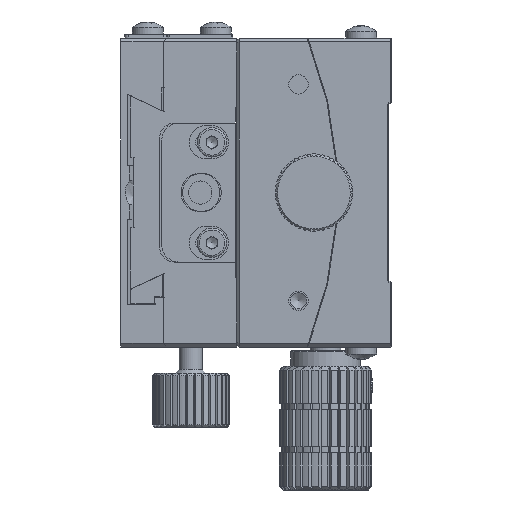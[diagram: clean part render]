
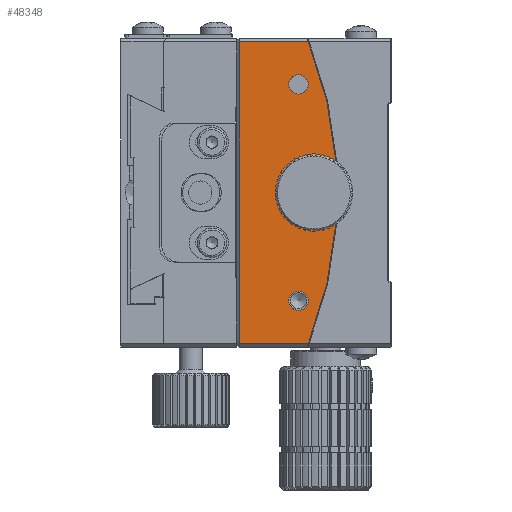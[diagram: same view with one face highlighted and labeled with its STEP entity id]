
A CAD part, left-side view. The second image highlights one B-rep face of the part: STEP entity #48348.
In plain terms, the highlighted planar face has unit normal (-1, 0, 0).
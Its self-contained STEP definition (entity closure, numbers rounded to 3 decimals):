
#503 = DIRECTION ( 'NONE',  ( -1., 0., 0. ) ) ;
#2407 = PLANE ( 'NONE',  #20339 ) ;
#3356 = DIRECTION ( 'NONE',  ( 0., 0., 1. ) ) ;
#3417 = LINE ( 'NONE', #38680, #75131 ) ;
#4339 = CARTESIAN_POINT ( 'NONE',  ( -20., -49.282, -19.5 ) ) ;
#6869 = DIRECTION ( 'NONE',  ( 0., 0., 1. ) ) ;
#6977 = AXIS2_PLACEMENT_3D ( 'NONE', #103338, #23523, #112000 ) ;
#7115 = VERTEX_POINT ( 'NONE', #4339 ) ;
#9335 = FACE_BOUND ( 'NONE', #56377, .T. ) ;
#13876 = CARTESIAN_POINT ( 'NONE',  ( -20., 53., -19.5 ) ) ;
#13912 = VERTEX_POINT ( 'NONE', #59924 ) ;
#15979 = VERTEX_POINT ( 'NONE', #66896 ) ;
#16181 = CIRCLE ( 'NONE', #6977, 1.25 ) ;
#16299 = EDGE_CURVE ( 'NONE', #43805, #7115, #59555, .T. ) ;
#18417 = CARTESIAN_POINT ( 'NONE',  ( -20., 0., 0. ) ) ;
#20339 = AXIS2_PLACEMENT_3D ( 'NONE', #79938, #108240, #56169 ) ;
#22766 = CARTESIAN_POINT ( 'NONE',  ( -20., 53., 19.5 ) ) ;
#23523 = DIRECTION ( 'NONE',  ( 1., 0., 0. ) ) ;
#24255 = CARTESIAN_POINT ( 'NONE',  ( -20., -48., 14. ) ) ;
#24826 = EDGE_LOOP ( 'NONE', ( #76644 ) ) ;
#26783 = CARTESIAN_POINT ( 'NONE',  ( -20., -48., -12.75 ) ) ;
#28442 = FACE_OUTER_BOUND ( 'NONE', #50946, .T. ) ;
#32583 = EDGE_CURVE ( 'NONE', #51668, #51668, #16181, .T. ) ;
#35597 = VERTEX_POINT ( 'NONE', #51812 ) ;
#38680 = CARTESIAN_POINT ( 'NONE',  ( -20., -40.3, 0. ) ) ;
#43805 = VERTEX_POINT ( 'NONE', #110458 ) ;
#45398 = ORIENTED_EDGE ( 'NONE', *, *, #67867, .T. ) ;
#47284 = CARTESIAN_POINT ( 'NONE',  ( -20., -50., 0. ) ) ;
#48174 = VECTOR ( 'NONE', #111812, 1000. ) ;
#48348 = ADVANCED_FACE ( 'NONE', ( #28442, #9335, #99004, #90329 ), #2407, .T. ) ;
#49140 = DIRECTION ( 'NONE',  ( 0., -1., 0. ) ) ;
#50946 = EDGE_LOOP ( 'NONE', ( #96349, #45398, #79837, #95780 ) ) ;
#51668 = VERTEX_POINT ( 'NONE', #26783 ) ;
#51812 = CARTESIAN_POINT ( 'NONE',  ( -20., -48., 15.25 ) ) ;
#53781 = AXIS2_PLACEMENT_3D ( 'NONE', #24255, #94815, #6869 ) ;
#56169 = DIRECTION ( 'NONE',  ( 0., 0., 1. ) ) ;
#56377 = EDGE_LOOP ( 'NONE', ( #61991 ) ) ;
#56496 = AXIS2_PLACEMENT_3D ( 'NONE', #18417, #503, #90690 ) ;
#59555 = LINE ( 'NONE', #13876, #91901 ) ;
#59924 = CARTESIAN_POINT ( 'NONE',  ( -20., -40.3, 19.5 ) ) ;
#61023 = EDGE_CURVE ( 'NONE', #90767, #13912, #110093, .T. ) ;
#61991 = ORIENTED_EDGE ( 'NONE', *, *, #94652, .T. ) ;
#66896 = CARTESIAN_POINT ( 'NONE',  ( -20., -50., 1.25 ) ) ;
#67867 = EDGE_CURVE ( 'NONE', #7115, #90767, #104575, .T. ) ;
#70710 = EDGE_LOOP ( 'NONE', ( #74082 ) ) ;
#70773 = EDGE_CURVE ( 'NONE', #13912, #43805, #3417, .T. ) ;
#74082 = ORIENTED_EDGE ( 'NONE', *, *, #32583, .T. ) ;
#75131 = VECTOR ( 'NONE', #83766, 1000. ) ;
#76644 = ORIENTED_EDGE ( 'NONE', *, *, #107846, .T. ) ;
#79701 = CIRCLE ( 'NONE', #53781, 1.25 ) ;
#79837 = ORIENTED_EDGE ( 'NONE', *, *, #61023, .T. ) ;
#79938 = CARTESIAN_POINT ( 'NONE',  ( -20., 53., 0. ) ) ;
#82572 = DIRECTION ( 'NONE',  ( 1., 0., 0. ) ) ;
#83766 = DIRECTION ( 'NONE',  ( 0., 0., -1. ) ) ;
#85761 = AXIS2_PLACEMENT_3D ( 'NONE', #47284, #82572, #3356 ) ;
#90329 = FACE_BOUND ( 'NONE', #70710, .T. ) ;
#90690 = DIRECTION ( 'NONE',  ( 0., 0., -1. ) ) ;
#90767 = VERTEX_POINT ( 'NONE', #109980 ) ;
#91901 = VECTOR ( 'NONE', #49140, 1000. ) ;
#94652 = EDGE_CURVE ( 'NONE', #15979, #15979, #104286, .T. ) ;
#94815 = DIRECTION ( 'NONE',  ( 1., 0., 0. ) ) ;
#95780 = ORIENTED_EDGE ( 'NONE', *, *, #70773, .T. ) ;
#96349 = ORIENTED_EDGE ( 'NONE', *, *, #16299, .T. ) ;
#99004 = FACE_BOUND ( 'NONE', #24826, .T. ) ;
#103338 = CARTESIAN_POINT ( 'NONE',  ( -20., -48., -14. ) ) ;
#104286 = CIRCLE ( 'NONE', #85761, 1.25 ) ;
#104575 = CIRCLE ( 'NONE', #56496, 53. ) ;
#107846 = EDGE_CURVE ( 'NONE', #35597, #35597, #79701, .T. ) ;
#108240 = DIRECTION ( 'NONE',  ( -1., 0., 0. ) ) ;
#109980 = CARTESIAN_POINT ( 'NONE',  ( -20., -49.282, 19.5 ) ) ;
#110093 = LINE ( 'NONE', #22766, #48174 ) ;
#110458 = CARTESIAN_POINT ( 'NONE',  ( -20., -40.3, -19.5 ) ) ;
#111812 = DIRECTION ( 'NONE',  ( 0., 1., 0. ) ) ;
#112000 = DIRECTION ( 'NONE',  ( 0., 0., 1. ) ) ;
